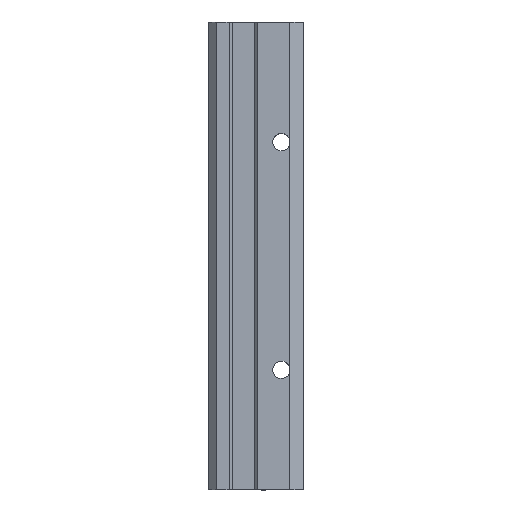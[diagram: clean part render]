
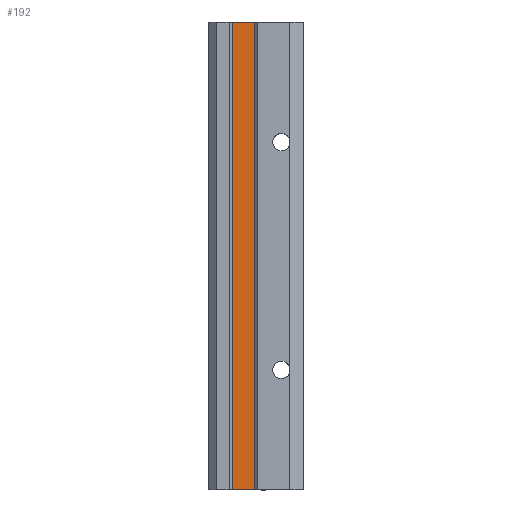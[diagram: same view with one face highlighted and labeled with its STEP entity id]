
A CAD part, left-side view. The second image highlights one B-rep face of the part: STEP entity #192.
In plain terms, the highlighted free-form (B-spline) face has degree [1, 1] with [2, 2] control points.
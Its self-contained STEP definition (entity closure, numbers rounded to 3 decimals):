
#30 = B_SPLINE_CURVE_WITH_KNOTS ( 'NONE', 1,
 ( #661, #2162 ),
 .UNSPECIFIED., .F., .F.,
 ( 2, 2 ),
 ( 0., 1. ),
 .UNSPECIFIED. ) ;
#51 = CARTESIAN_POINT ( 'NONE',  ( -10., 15.5, 0. ) ) ;
#124 = CARTESIAN_POINT ( 'NONE',  ( -10., 22.5, -148. ) ) ;
#141 = ORIENTED_EDGE ( 'NONE', *, *, #2649, .F. ) ;
#192 = ADVANCED_FACE ( 'NONE', ( #1917 ), #1416, .T. ) ;
#288 = CARTESIAN_POINT ( 'NONE',  ( -10., 15.5, -148. ) ) ;
#306 = ORIENTED_EDGE ( 'NONE', *, *, #2884, .T. ) ;
#462 = B_SPLINE_CURVE_WITH_KNOTS ( 'NONE', 1,
 ( #2076, #124 ),
 .UNSPECIFIED., .F., .F.,
 ( 2, 2 ),
 ( 0., 1. ),
 .UNSPECIFIED. ) ;
#506 = VERTEX_POINT ( 'NONE', #2676 ) ;
#661 = CARTESIAN_POINT ( 'NONE',  ( -10., 22.5, 0. ) ) ;
#788 = B_SPLINE_CURVE_WITH_KNOTS ( 'NONE', 1,
 ( #288, #51 ),
 .UNSPECIFIED., .F., .F.,
 ( 2, 2 ),
 ( 0., 1. ),
 .UNSPECIFIED. ) ;
#912 = CARTESIAN_POINT ( 'NONE',  ( -10., 15.5, -148. ) ) ;
#1016 = EDGE_CURVE ( 'NONE', #2840, #506, #2556, .T. ) ;
#1031 = CARTESIAN_POINT ( 'NONE',  ( -10., 22.5, -148. ) ) ;
#1149 = CARTESIAN_POINT ( 'NONE',  ( -10., 15.5, 0. ) ) ;
#1240 = EDGE_CURVE ( 'NONE', #1967, #2840, #462, .T. ) ;
#1388 = CARTESIAN_POINT ( 'NONE',  ( -10., 22.5, 0. ) ) ;
#1416 = B_SPLINE_SURFACE_WITH_KNOTS ( 'NONE', 1, 1, ( 
 ( #2672, #1388 ),
 ( #912, #1149 ) ),
 .UNSPECIFIED., .F., .F., .F.,
 ( 2, 2 ),
 ( 2, 2 ),
 ( 0., 1. ),
 ( 0., 1. ),
 .UNSPECIFIED. ) ;
#1468 = VERTEX_POINT ( 'NONE', #2263 ) ;
#1749 = CARTESIAN_POINT ( 'NONE',  ( -10., 22.5, -148. ) ) ;
#1917 = FACE_OUTER_BOUND ( 'NONE', #2100, .T. ) ;
#1967 = VERTEX_POINT ( 'NONE', #2784 ) ;
#2058 = ORIENTED_EDGE ( 'NONE', *, *, #1240, .T. ) ;
#2076 = CARTESIAN_POINT ( 'NONE',  ( -10., 22.5, 0. ) ) ;
#2100 = EDGE_LOOP ( 'NONE', ( #2700, #306, #141, #2058 ) ) ;
#2162 = CARTESIAN_POINT ( 'NONE',  ( -10., 15.5, 0. ) ) ;
#2240 = CARTESIAN_POINT ( 'NONE',  ( -10., 15.5, -148. ) ) ;
#2263 = CARTESIAN_POINT ( 'NONE',  ( -10., 15.5, 0. ) ) ;
#2556 = B_SPLINE_CURVE_WITH_KNOTS ( 'NONE', 1,
 ( #1749, #2240 ),
 .UNSPECIFIED., .F., .F.,
 ( 2, 2 ),
 ( 0., 1. ),
 .UNSPECIFIED. ) ;
#2649 = EDGE_CURVE ( 'NONE', #1967, #1468, #30, .T. ) ;
#2672 = CARTESIAN_POINT ( 'NONE',  ( -10., 22.5, -148. ) ) ;
#2676 = CARTESIAN_POINT ( 'NONE',  ( -10., 15.5, -148. ) ) ;
#2700 = ORIENTED_EDGE ( 'NONE', *, *, #1016, .T. ) ;
#2784 = CARTESIAN_POINT ( 'NONE',  ( -10., 22.5, 0. ) ) ;
#2840 = VERTEX_POINT ( 'NONE', #1031 ) ;
#2884 = EDGE_CURVE ( 'NONE', #506, #1468, #788, .T. ) ;
